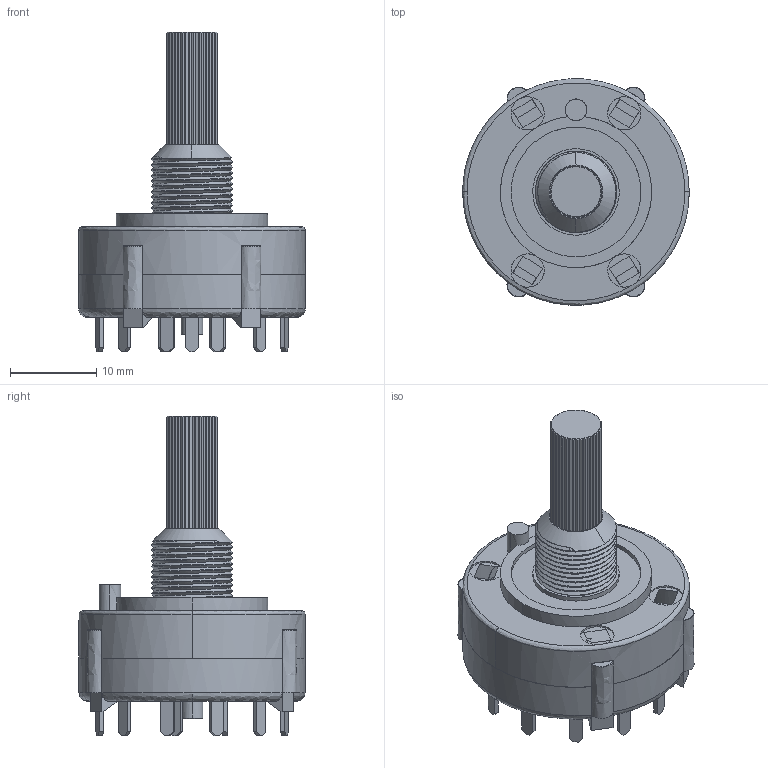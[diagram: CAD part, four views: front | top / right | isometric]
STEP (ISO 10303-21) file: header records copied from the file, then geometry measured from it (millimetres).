
FILE_DESCRIPTION(/* description */ (''),/* implementation_level */ '2;1');
FILE_NAME(/* name */ 'ROTARY~1',/* time_stamp */ '2018-12-30T16:09:51+01:00',/* author */ (''),/* organization */ (''),/* preprocessor_version */ 'ST-DEVELOPER v15',/* originating_system */ '',/* authorisation */ '');
FILE_SCHEMA (('AUTOMOTIVE_DESIGN'));
Length unit declared in the file: millimetre
Products named in the file (1): Document
Bounding box: 26.2 x 26.19 x 37 mm (x, y, z)
Volume: 82.5 mm3; surface area: 3089.9 mm2
Topology: 19 solids, 29 shells, 372 faces, 982 edges, 619 vertices
Faces by surface type: plane 259, bspline 113
Entity records: 13828 total; most frequent: CARTESIAN_POINT 7491, ORIENTED_EDGE 1796, EDGE_CURVE 981, B_SPLINE_CURVE_WITH_KNOTS 683, VERTEX_POINT 619, EDGE_LOOP 381, ADVANCED_FACE 372, FACE_OUTER_BOUND 372
